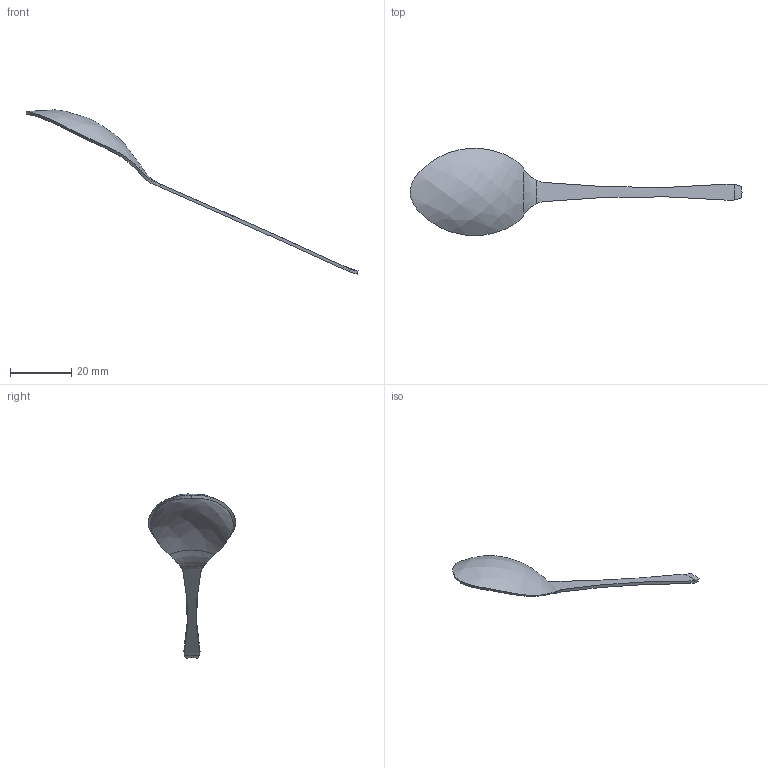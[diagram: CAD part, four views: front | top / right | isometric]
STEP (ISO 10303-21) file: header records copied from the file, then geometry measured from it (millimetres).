
FILE_DESCRIPTION (( 'STEP AP214' ), '1' );
FILE_NAME ('Cuillere.STEP', '2025-09-11T21:31:54', ( '' ), ( '' ), 'SwSTEP 2.0', 'SolidWorks 2024', '' );
FILE_SCHEMA (( 'AUTOMOTIVE_DESIGN' ));
Length unit declared in the file: millimetre
Products named in the file (1): Cuillere
Bounding box: 108.71 x 28.6 x 53.77 mm (x, y, z)
Volume: 1409.5 mm3; surface area: 3082.9 mm2
Topology: 1 solids, 1 shells, 31 faces, 69 edges, 40 vertices
Faces by surface type: bspline 27, plane 4
Entity records: 3576 total; most frequent: CARTESIAN_POINT 3094, ORIENTED_EDGE 138, B_SPLINE_CURVE_WITH_KNOTS 69, EDGE_CURVE 69, VERTEX_POINT 40, ADVANCED_FACE 31, EDGE_LOOP 31, FACE_OUTER_BOUND 31
